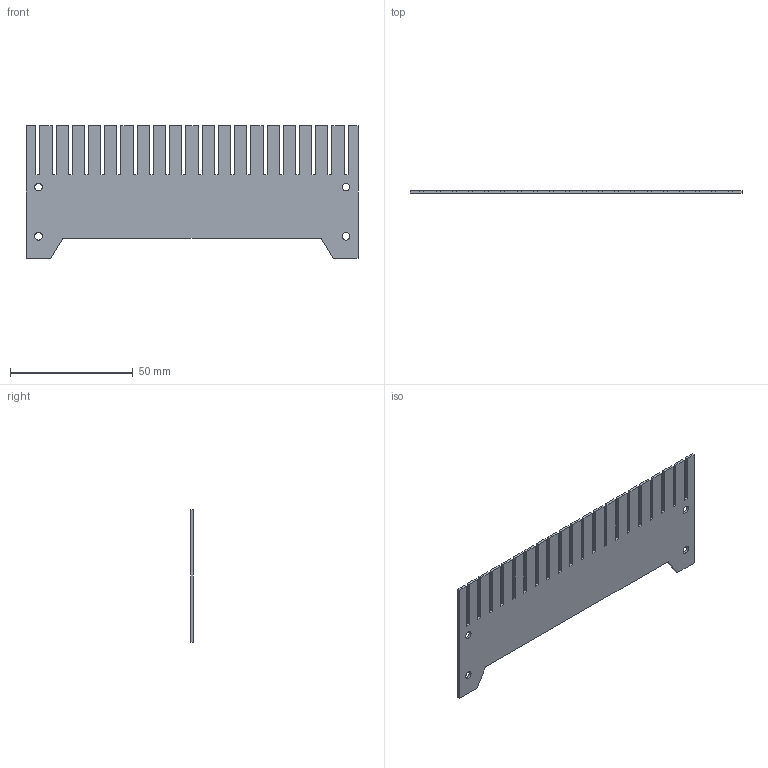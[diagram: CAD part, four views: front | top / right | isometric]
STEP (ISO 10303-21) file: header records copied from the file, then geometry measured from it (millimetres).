
FILE_DESCRIPTION (( 'STEP AP203' ), '1' );
FILE_NAME ('brusher.STEP', '2024-01-05T13:33:39', ( '' ), ( '' ), 'SwSTEP 2.0', 'SolidWorks 2022', '' );
FILE_SCHEMA (( 'CONFIG_CONTROL_DESIGN' ));
Length unit declared in the file: millimetre
Products named in the file (1): brusher
Bounding box: 135 x 1 x 54 mm (x, y, z)
Volume: 5715.2 mm3; surface area: 12656.5 mm2
Topology: 1 solids, 1 shells, 98 faces, 288 edges, 192 vertices
Faces by surface type: plane 90, cylinder 8
Entity records: 3301 total; most frequent: CARTESIAN_POINT 579, ORIENTED_EDGE 576, DIRECTION 502, EDGE_CURVE 288, VECTOR 272, LINE 272, VERTEX_POINT 192, AXIS2_PLACEMENT_3D 115
